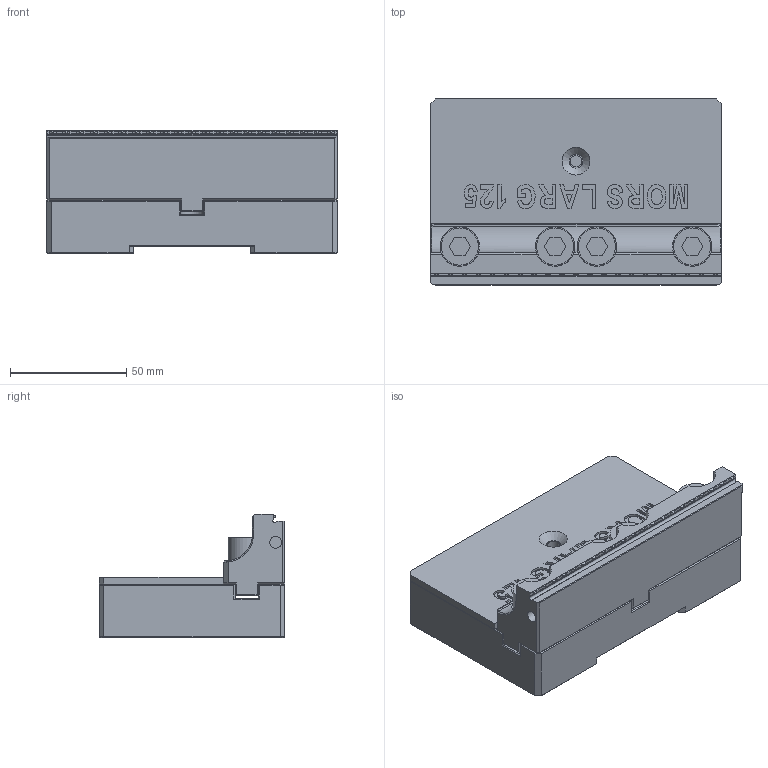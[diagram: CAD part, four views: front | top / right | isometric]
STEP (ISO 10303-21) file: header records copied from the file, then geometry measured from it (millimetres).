
FILE_DESCRIPTION((''),'2;1');
FILE_NAME('TEMP.stp','2019-04-10T15:40:00',(''),(''),'STEP Write','Mastercam 2019 ... CNC Software, Inc.','');
FILE_SCHEMA(('CONFIG_CONTROL_DESIGN'));
Length unit declared in the file: millimetre
Bounding box: 125 x 80 x 53 mm (x, y, z)
Volume: 265813.8 mm3; surface area: 58535.5 mm2
Topology: 1 solids, 1 shells, 768 faces, 2149 edges, 1389 vertices
Faces by surface type: plane 538, bspline 134, cylinder 80, cone 16
Full cylindrical faces by diameter (mm): 5 x3, 8.5 x6, 10.2 x4, 16 x4, 17 x4
Entity records: 27510 total; most frequent: CARTESIAN_POINT 9051, ORIENTED_EDGE 4226, DIRECTION 3031, EDGE_CURVE 2113, VECTOR 1515, LINE 1515, VERTEX_POINT 1375, EDGE_LOOP 848
